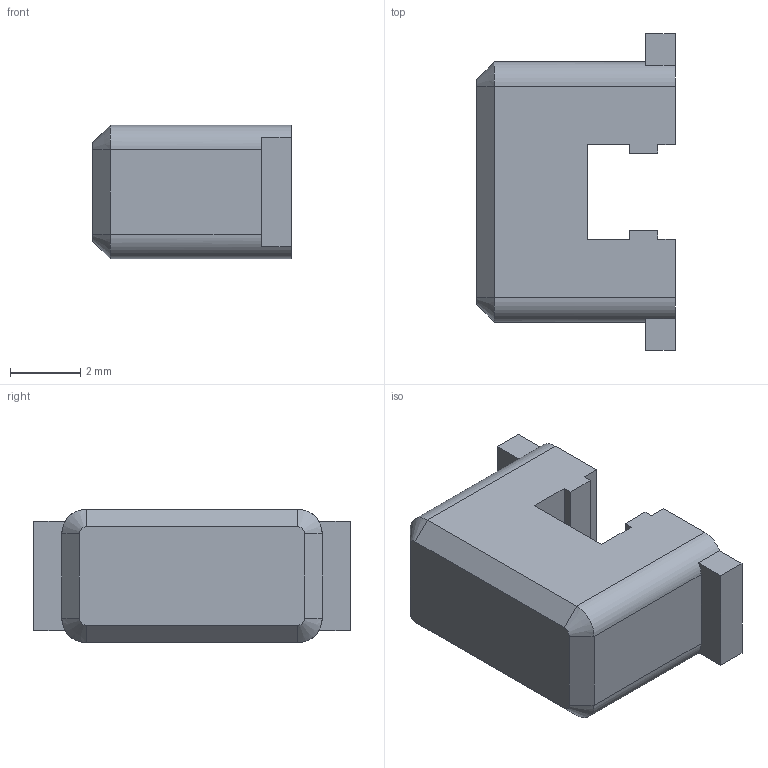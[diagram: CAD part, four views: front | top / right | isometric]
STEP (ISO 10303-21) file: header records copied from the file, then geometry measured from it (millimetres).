
FILE_DESCRIPTION(/* description */ (''),/* implementation_level */ '2;1');
FILE_NAME(/* name */ 'electronics_enclosure_button.step',/* time_stamp */ '2023-10-25T23:09:01+02:00',/* author */ (''),/* organization */ (''),/* preprocessor_version */ 'ST-DEVELOPER v20',/* originating_system */ 'Autodesk Translation Framework v12.14.0.127',/* authorisation */ '');
FILE_SCHEMA (('AUTOMOTIVE_DESIGN { 1 0 10303 214 3 1 1 }'));
Length unit declared in the file: millimetre
Products named in the file (1): Enclosure HapTID V1.0
Bounding box: 5.65 x 9 x 3.8 mm (x, y, z)
Volume: 134 mm3; surface area: 191.7 mm2
Topology: 1 solids, 1 shells, 38 faces, 101 edges, 65 vertices
Faces by surface type: plane 30, cone 4, cylinder 4
Entity records: 1187 total; most frequent: CARTESIAN_POINT 205, ORIENTED_EDGE 202, DIRECTION 195, EDGE_CURVE 101, LINE 85, VECTOR 85, VERTEX_POINT 65, AXIS2_PLACEMENT_3D 55
